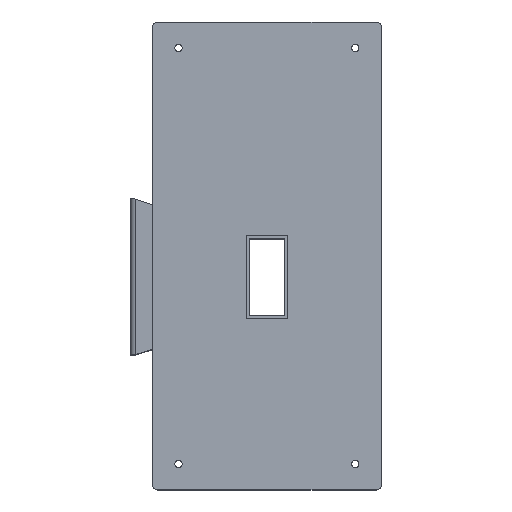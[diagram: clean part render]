
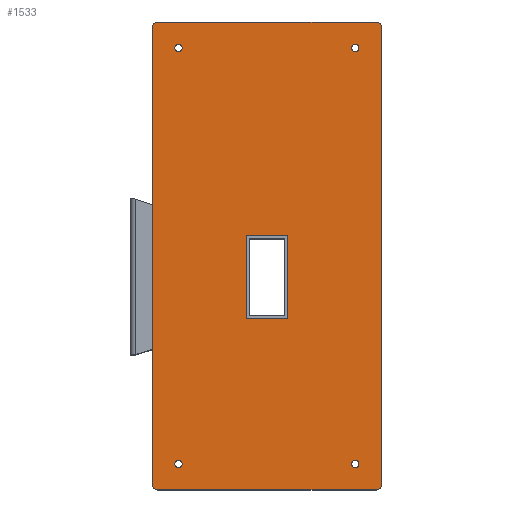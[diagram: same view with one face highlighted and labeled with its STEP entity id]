
A CAD part, top view. The second image highlights one B-rep face of the part: STEP entity #1533.
In plain terms, the highlighted planar face has unit normal (0, 0, 1).
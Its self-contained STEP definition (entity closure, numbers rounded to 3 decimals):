
#22 = VECTOR ( 'NONE', #1258, 1000. ) ;
#23 = DIRECTION ( 'NONE',  ( -1., 0., 0. ) ) ;
#60 = VECTOR ( 'NONE', #1609, 1000. ) ;
#84 = CARTESIAN_POINT ( 'NONE',  ( 105., -205., 5. ) ) ;
#94 = LINE ( 'NONE', #1101, #194 ) ;
#99 = AXIS2_PLACEMENT_3D ( 'NONE', #1784, #813, #1509 ) ;
#104 = ORIENTED_EDGE ( 'NONE', *, *, #542, .T. ) ;
#116 = PLANE ( 'NONE',  #604 ) ;
#120 = CIRCLE ( 'NONE', #786, 3.5 ) ;
#129 = CIRCLE ( 'NONE', #1690, 5. ) ;
#159 = DIRECTION ( 'NONE',  ( 0., 0., 1. ) ) ;
#178 = VECTOR ( 'NONE', #725, 1000. ) ;
#194 = VECTOR ( 'NONE', #1399, 1000. ) ;
#233 = FACE_BOUND ( 'NONE', #1589, .T. ) ;
#269 = CIRCLE ( 'NONE', #885, 5. ) ;
#273 = EDGE_LOOP ( 'NONE', ( #1463, #1587, #1512, #104, #1221, #646, #1551, #1536 ) ) ;
#274 = DIRECTION ( 'NONE',  ( 0., 0., 1. ) ) ;
#293 = EDGE_CURVE ( 'NONE', #1567, #817, #455, .T. ) ;
#316 = CARTESIAN_POINT ( 'NONE',  ( -85., 220., 5. ) ) ;
#329 = VERTEX_POINT ( 'NONE', #727 ) ;
#401 = CARTESIAN_POINT ( 'NONE',  ( 110., -200., 5. ) ) ;
#436 = EDGE_LOOP ( 'NONE', ( #2152, #1334, #1013, #631 ) ) ;
#437 = VERTEX_POINT ( 'NONE', #471 ) ;
#438 = VERTEX_POINT ( 'NONE', #1707 ) ;
#442 = EDGE_CURVE ( 'NONE', #1819, #1567, #2123, .T. ) ;
#449 = CARTESIAN_POINT ( 'NONE',  ( 110., 240., 5. ) ) ;
#455 = LINE ( 'NONE', #1403, #178 ) ;
#468 = CARTESIAN_POINT ( 'NONE',  ( 105., -200., 5. ) ) ;
#471 = CARTESIAN_POINT ( 'NONE',  ( -81.5, -180., 5. ) ) ;
#505 = FACE_BOUND ( 'NONE', #1494, .T. ) ;
#532 = EDGE_CURVE ( 'NONE', #1695, #1419, #1878, .T. ) ;
#541 = DIRECTION ( 'NONE',  ( 0., 0., 1. ) ) ;
#542 = EDGE_CURVE ( 'NONE', #438, #1407, #680, .T. ) ;
#557 = VECTOR ( 'NONE', #1797, 1000. ) ;
#581 = VERTEX_POINT ( 'NONE', #684 ) ;
#594 = EDGE_CURVE ( 'NONE', #329, #581, #715, .T. ) ;
#604 = AXIS2_PLACEMENT_3D ( 'NONE', #468, #159, #1743 ) ;
#624 = VECTOR ( 'NONE', #2032, 1000. ) ;
#626 = DIRECTION ( 'NONE',  ( 0., 0., 1. ) ) ;
#631 = ORIENTED_EDGE ( 'NONE', *, *, #761, .F. ) ;
#646 = ORIENTED_EDGE ( 'NONE', *, *, #1061, .T. ) ;
#655 = CARTESIAN_POINT ( 'NONE',  ( -85., -180., 5. ) ) ;
#680 = LINE ( 'NONE', #847, #1011 ) ;
#684 = CARTESIAN_POINT ( 'NONE',  ( -20., 40., 5. ) ) ;
#685 = VERTEX_POINT ( 'NONE', #1065 ) ;
#687 = EDGE_CURVE ( 'NONE', #1791, #1791, #2027, .T. ) ;
#714 = EDGE_CURVE ( 'NONE', #1407, #685, #269, .T. ) ;
#715 = LINE ( 'NONE', #1175, #2092 ) ;
#725 = DIRECTION ( 'NONE',  ( 0., 1., 0. ) ) ;
#727 = CARTESIAN_POINT ( 'NONE',  ( 20., 40., 5. ) ) ;
#730 = LINE ( 'NONE', #1898, #624 ) ;
#747 = CARTESIAN_POINT ( 'NONE',  ( -105., -200., 5. ) ) ;
#761 = EDGE_CURVE ( 'NONE', #1419, #329, #94, .T. ) ;
#773 = FACE_BOUND ( 'NONE', #436, .T. ) ;
#775 = DIRECTION ( 'NONE',  ( -1., 0., 0. ) ) ;
#782 = CARTESIAN_POINT ( 'NONE',  ( -20., -40., 5. ) ) ;
#786 = AXIS2_PLACEMENT_3D ( 'NONE', #976, #541, #1414 ) ;
#795 = ORIENTED_EDGE ( 'NONE', *, *, #1470, .F. ) ;
#813 = DIRECTION ( 'NONE',  ( 0., 0., 1. ) ) ;
#817 = VERTEX_POINT ( 'NONE', #449 ) ;
#820 = AXIS2_PLACEMENT_3D ( 'NONE', #1311, #274, #775 ) ;
#827 = CARTESIAN_POINT ( 'NONE',  ( -81.5, 220., 5. ) ) ;
#835 = CIRCLE ( 'NONE', #1091, 3.5 ) ;
#843 = VERTEX_POINT ( 'NONE', #1211 ) ;
#847 = CARTESIAN_POINT ( 'NONE',  ( -105., 245., 5. ) ) ;
#848 = VERTEX_POINT ( 'NONE', #889 ) ;
#885 = AXIS2_PLACEMENT_3D ( 'NONE', #919, #626, #2019 ) ;
#889 = CARTESIAN_POINT ( 'NONE',  ( -110., -200., 5. ) ) ;
#919 = CARTESIAN_POINT ( 'NONE',  ( -105., 240., 5. ) ) ;
#920 = ORIENTED_EDGE ( 'NONE', *, *, #2000, .F. ) ;
#954 = DIRECTION ( 'NONE',  ( 0., 0., 1. ) ) ;
#976 = CARTESIAN_POINT ( 'NONE',  ( 85., 220., 5. ) ) ;
#981 = EDGE_CURVE ( 'NONE', #581, #1695, #730, .T. ) ;
#1004 = AXIS2_PLACEMENT_3D ( 'NONE', #316, #2055, #1980 ) ;
#1011 = VECTOR ( 'NONE', #2048, 1000. ) ;
#1013 = ORIENTED_EDGE ( 'NONE', *, *, #594, .F. ) ;
#1061 = EDGE_CURVE ( 'NONE', #685, #848, #1903, .T. ) ;
#1065 = CARTESIAN_POINT ( 'NONE',  ( -110., 240., 5. ) ) ;
#1091 = AXIS2_PLACEMENT_3D ( 'NONE', #655, #1435, #1785 ) ;
#1101 = CARTESIAN_POINT ( 'NONE',  ( 20., 40., 5. ) ) ;
#1165 = CARTESIAN_POINT ( 'NONE',  ( -105., 245., 5. ) ) ;
#1169 = CARTESIAN_POINT ( 'NONE',  ( 105., -200., 5. ) ) ;
#1172 = EDGE_LOOP ( 'NONE', ( #1749 ) ) ;
#1175 = CARTESIAN_POINT ( 'NONE',  ( -20., 40., 5. ) ) ;
#1183 = LINE ( 'NONE', #1644, #60 ) ;
#1211 = CARTESIAN_POINT ( 'NONE',  ( 88.5, 220., 5. ) ) ;
#1221 = ORIENTED_EDGE ( 'NONE', *, *, #714, .T. ) ;
#1244 = EDGE_LOOP ( 'NONE', ( #920 ) ) ;
#1258 = DIRECTION ( 'NONE',  ( 1., 0., 0. ) ) ;
#1311 = CARTESIAN_POINT ( 'NONE',  ( 105., 240., 5. ) ) ;
#1334 = ORIENTED_EDGE ( 'NONE', *, *, #981, .F. ) ;
#1349 = CARTESIAN_POINT ( 'NONE',  ( -105., -205., 5. ) ) ;
#1399 = DIRECTION ( 'NONE',  ( 0., 1., 0. ) ) ;
#1403 = CARTESIAN_POINT ( 'NONE',  ( 110., -200., 5. ) ) ;
#1407 = VERTEX_POINT ( 'NONE', #1165 ) ;
#1414 = DIRECTION ( 'NONE',  ( 1., 0., 0. ) ) ;
#1417 = FACE_BOUND ( 'NONE', #1172, .T. ) ;
#1419 = VERTEX_POINT ( 'NONE', #1964 ) ;
#1435 = DIRECTION ( 'NONE',  ( 0., 0., 1. ) ) ;
#1456 = FACE_OUTER_BOUND ( 'NONE', #273, .T. ) ;
#1459 = DIRECTION ( 'NONE',  ( 0., 0., 1. ) ) ;
#1463 = ORIENTED_EDGE ( 'NONE', *, *, #442, .T. ) ;
#1470 = EDGE_CURVE ( 'NONE', #843, #843, #120, .T. ) ;
#1494 = EDGE_LOOP ( 'NONE', ( #1622 ) ) ;
#1509 = DIRECTION ( 'NONE',  ( 1., 0., 0. ) ) ;
#1512 = ORIENTED_EDGE ( 'NONE', *, *, #1550, .T. ) ;
#1533 = ADVANCED_FACE ( 'NONE', ( #505, #233, #1871, #1417, #1456, #773 ), #116, .T. ) ;
#1534 = DIRECTION ( 'NONE',  ( -1., 0., 0. ) ) ;
#1536 = ORIENTED_EDGE ( 'NONE', *, *, #1939, .T. ) ;
#1550 = EDGE_CURVE ( 'NONE', #817, #438, #2154, .T. ) ;
#1551 = ORIENTED_EDGE ( 'NONE', *, *, #1943, .T. ) ;
#1567 = VERTEX_POINT ( 'NONE', #401 ) ;
#1587 = ORIENTED_EDGE ( 'NONE', *, *, #293, .T. ) ;
#1589 = EDGE_LOOP ( 'NONE', ( #795 ) ) ;
#1605 = VERTEX_POINT ( 'NONE', #1349 ) ;
#1609 = DIRECTION ( 'NONE',  ( 1., 0., 0. ) ) ;
#1622 = ORIENTED_EDGE ( 'NONE', *, *, #687, .F. ) ;
#1644 = CARTESIAN_POINT ( 'NONE',  ( -105., -205., 5. ) ) ;
#1690 = AXIS2_PLACEMENT_3D ( 'NONE', #747, #954, #23 ) ;
#1695 = VERTEX_POINT ( 'NONE', #782 ) ;
#1707 = CARTESIAN_POINT ( 'NONE',  ( 105., 245., 5. ) ) ;
#1710 = CARTESIAN_POINT ( 'NONE',  ( 88.5, -180., 5. ) ) ;
#1743 = DIRECTION ( 'NONE',  ( 1., 0., 0. ) ) ;
#1749 = ORIENTED_EDGE ( 'NONE', *, *, #1962, .F. ) ;
#1750 = AXIS2_PLACEMENT_3D ( 'NONE', #1169, #1459, #2107 ) ;
#1784 = CARTESIAN_POINT ( 'NONE',  ( 85., -180., 5. ) ) ;
#1785 = DIRECTION ( 'NONE',  ( 1., 0., 0. ) ) ;
#1791 = VERTEX_POINT ( 'NONE', #827 ) ;
#1793 = CIRCLE ( 'NONE', #99, 3.5 ) ;
#1797 = DIRECTION ( 'NONE',  ( 0., -1., 0. ) ) ;
#1819 = VERTEX_POINT ( 'NONE', #84 ) ;
#1871 = FACE_BOUND ( 'NONE', #1244, .T. ) ;
#1876 = CARTESIAN_POINT ( 'NONE',  ( -20., -40., 5. ) ) ;
#1878 = LINE ( 'NONE', #1876, #22 ) ;
#1898 = CARTESIAN_POINT ( 'NONE',  ( -20., 40., 5. ) ) ;
#1903 = LINE ( 'NONE', #1997, #557 ) ;
#1939 = EDGE_CURVE ( 'NONE', #1605, #1819, #1183, .T. ) ;
#1943 = EDGE_CURVE ( 'NONE', #848, #1605, #129, .T. ) ;
#1962 = EDGE_CURVE ( 'NONE', #2109, #2109, #1793, .T. ) ;
#1964 = CARTESIAN_POINT ( 'NONE',  ( 20., -40., 5. ) ) ;
#1980 = DIRECTION ( 'NONE',  ( 1., 0., 0. ) ) ;
#1997 = CARTESIAN_POINT ( 'NONE',  ( -110., -200., 5. ) ) ;
#2000 = EDGE_CURVE ( 'NONE', #437, #437, #835, .T. ) ;
#2019 = DIRECTION ( 'NONE',  ( -1., 0., 0. ) ) ;
#2027 = CIRCLE ( 'NONE', #1004, 3.5 ) ;
#2032 = DIRECTION ( 'NONE',  ( 0., -1., 0. ) ) ;
#2048 = DIRECTION ( 'NONE',  ( -1., 0., 0. ) ) ;
#2055 = DIRECTION ( 'NONE',  ( 0., 0., 1. ) ) ;
#2092 = VECTOR ( 'NONE', #1534, 1000. ) ;
#2107 = DIRECTION ( 'NONE',  ( 1., 0., 0. ) ) ;
#2109 = VERTEX_POINT ( 'NONE', #1710 ) ;
#2123 = CIRCLE ( 'NONE', #1750, 5. ) ;
#2152 = ORIENTED_EDGE ( 'NONE', *, *, #532, .F. ) ;
#2154 = CIRCLE ( 'NONE', #820, 5. ) ;
